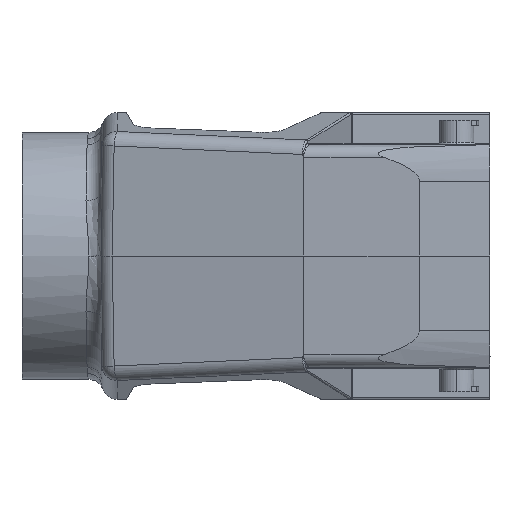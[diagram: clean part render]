
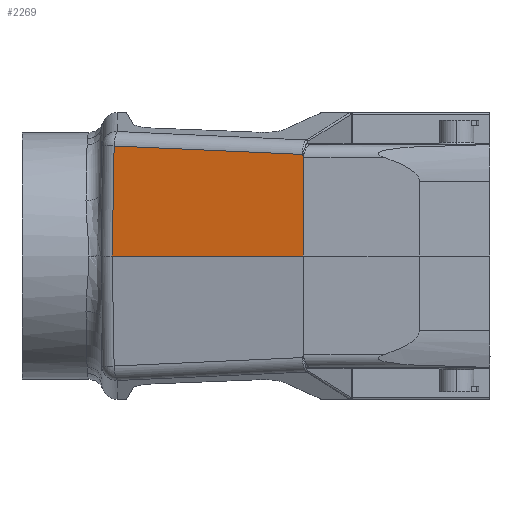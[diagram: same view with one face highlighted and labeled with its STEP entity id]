
A CAD part, left-side view. The second image highlights one B-rep face of the part: STEP entity #2269.
In plain terms, the highlighted planar face has unit normal (-0.982, 0.191, 0.018).
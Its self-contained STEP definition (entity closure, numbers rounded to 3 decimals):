
#388=PLANE('',#8831);
#1165=LINE('',#13844,#1805);
#1222=LINE('',#14383,#1862);
#1224=LINE('',#14397,#1864);
#1225=LINE('',#14411,#1865);
#1226=LINE('',#14413,#1866);
#1805=VECTOR('',#10436,1.);
#1862=VECTOR('',#10647,1.);
#1864=VECTOR('',#10659,1.);
#1865=VECTOR('',#10664,1.);
#1866=VECTOR('',#10667,1.);
#2269=ADVANCED_FACE('',(#2882),#388,.T.);
#2882=FACE_OUTER_BOUND('',#3376,.T.);
#3376=EDGE_LOOP('',(#5480,#5481,#5482,#5483,#5484,#5485,#5486));
#5480=ORIENTED_EDGE('',*,*,#7708,.F.);
#5481=ORIENTED_EDGE('',*,*,#7702,.F.);
#5482=ORIENTED_EDGE('',*,*,#7712,.T.);
#5483=ORIENTED_EDGE('',*,*,#7575,.T.);
#5484=ORIENTED_EDGE('',*,*,#7574,.T.);
#5485=ORIENTED_EDGE('',*,*,#7571,.T.);
#5486=ORIENTED_EDGE('',*,*,#7711,.F.);
#6498=VERTEX_POINT('',#13825);
#6499=VERTEX_POINT('',#13830);
#6500=VERTEX_POINT('',#13837);
#6501=VERTEX_POINT('',#13845);
#6564=VERTEX_POINT('',#14381);
#6566=VERTEX_POINT('',#14384);
#6569=VERTEX_POINT('',#14398);
#7571=EDGE_CURVE('',#6498,#6499,#8074,.T.);
#7574=EDGE_CURVE('',#6500,#6498,#8075,.T.);
#7575=EDGE_CURVE('',#6501,#6500,#1165,.T.);
#7702=EDGE_CURVE('',#6564,#6566,#1222,.T.);
#7708=EDGE_CURVE('',#6566,#6569,#1224,.T.);
#7711=EDGE_CURVE('',#6569,#6499,#1225,.T.);
#7712=EDGE_CURVE('',#6564,#6501,#1226,.T.);
#8074=B_SPLINE_CURVE_WITH_KNOTS('',3,(#13831,#13832,#13833,#13834),
 .UNSPECIFIED.,.F.,.F.,(4,4),(0.,1.),.UNSPECIFIED.);
#8075=B_SPLINE_CURVE_WITH_KNOTS('',3,(#13839,#13840,#13841,#13842),
 .UNSPECIFIED.,.F.,.F.,(4,4),(0.,1.),.UNSPECIFIED.);
#8831=AXIS2_PLACEMENT_3D('',#14414,#10668,#10669);
#10436=DIRECTION('',(0.017,-0.002,1.));
#10647=DIRECTION('',(0.014,-0.017,1.));
#10659=DIRECTION('',(-0.191,-0.981,-0.044));
#10664=DIRECTION('',(-0.017,0.005,-1.));
#10667=DIRECTION('',(-0.191,-0.982,0.));
#10668=DIRECTION('',(-0.981,0.191,0.017));
#10669=DIRECTION('',(-0.191,-0.982,0.));
#13825=CARTESIAN_POINT('',(-34.659,23.233,19.983));
#13830=CARTESIAN_POINT('',(-34.65,23.273,20.046));
#13831=CARTESIAN_POINT('',(-34.659,23.233,19.983));
#13832=CARTESIAN_POINT('',(-34.655,23.252,19.999));
#13833=CARTESIAN_POINT('',(-34.652,23.262,20.016));
#13834=CARTESIAN_POINT('',(-34.65,23.273,20.046));
#13837=CARTESIAN_POINT('',(-34.706,23.022,19.644));
#13839=CARTESIAN_POINT('',(-34.706,23.022,19.644));
#13840=CARTESIAN_POINT('',(-34.704,23.021,19.758));
#13841=CARTESIAN_POINT('',(-34.688,23.092,19.871));
#13842=CARTESIAN_POINT('',(-34.659,23.233,19.983));
#13844=CARTESIAN_POINT('',(-35.046,23.069,0.));
#13845=CARTESIAN_POINT('',(-35.046,23.069,0.));
#14381=CARTESIAN_POINT('',(-27.659,61.073,0.));
#14383=CARTESIAN_POINT('',(-27.659,61.073,0.));
#14384=CARTESIAN_POINT('',(-27.344,60.691,21.86));
#14397=CARTESIAN_POINT('',(-27.344,60.691,21.86));
#14398=CARTESIAN_POINT('',(-34.647,23.272,20.189));
#14411=CARTESIAN_POINT('',(-34.647,23.272,20.189));
#14413=CARTESIAN_POINT('',(-27.659,61.073,0.));
#14414=CARTESIAN_POINT('',(-27.187,63.5,0.));
